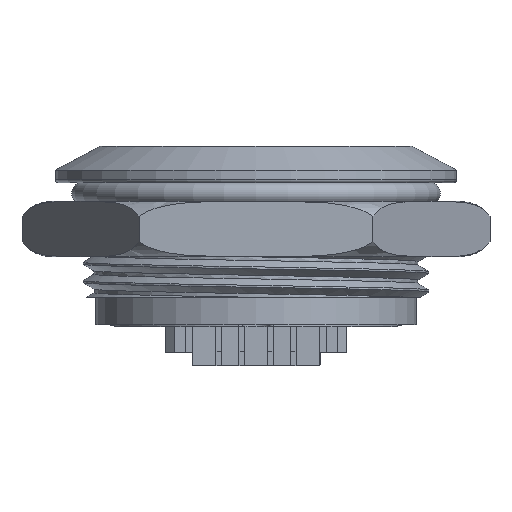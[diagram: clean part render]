
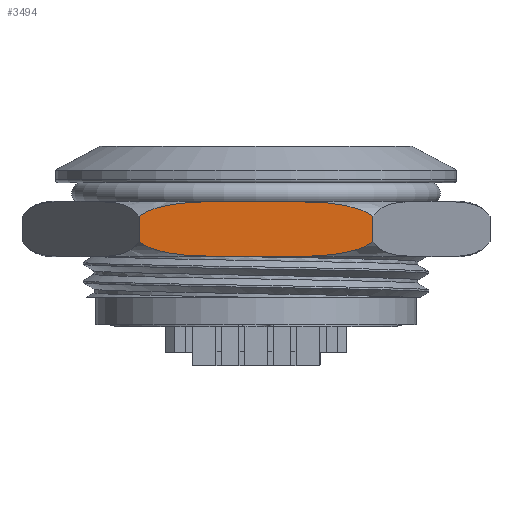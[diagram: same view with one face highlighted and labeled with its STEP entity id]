
A CAD part, front view. The second image highlights one B-rep face of the part: STEP entity #3494.
In plain terms, the highlighted planar face has unit normal (0, -1, 0).
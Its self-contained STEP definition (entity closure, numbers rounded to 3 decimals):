
#1187=LINE('',#23222,#2268);
#1197=LINE('',#23327,#2278);
#1199=LINE('',#23346,#2280);
#1200=LINE('',#23367,#2281);
#2268=VECTOR('',#13036,1.);
#2278=VECTOR('',#13062,1.);
#2280=VECTOR('',#13066,1.);
#2281=VECTOR('',#13067,1.);
#2772=PLANE('',#10644);
#3494=ADVANCED_FACE('',(#4020),#2772,.T.);
#4020=FACE_OUTER_BOUND('',#4660,.T.);
#4660=EDGE_LOOP('',(#7446,#7447,#7448,#7449,#7450,#7451,#7452,#7453));
#4798=B_SPLINE_CURVE_WITH_KNOTS('',3,(#23338,#23339,#23340,#23341,#23342,
#23343),.UNSPECIFIED.,.F.,.F.,(4,2,4),(0.,0.5,1.),.UNSPECIFIED.);
#4799=B_SPLINE_CURVE_WITH_KNOTS('',3,(#23348,#23349,#23350,#23351,#23352,
#23353),.UNSPECIFIED.,.F.,.F.,(4,2,4),(0.,0.5,1.),.UNSPECIFIED.);
#4800=B_SPLINE_CURVE_WITH_KNOTS('',3,(#23354,#23355,#23356,#23357,#23358,
#23359),.UNSPECIFIED.,.F.,.F.,(4,2,4),(0.,0.5,1.),.UNSPECIFIED.);
#4801=B_SPLINE_CURVE_WITH_KNOTS('',3,(#23360,#23361,#23362,#23363,#23364,
#23365),.UNSPECIFIED.,.F.,.F.,(4,2,4),(0.,0.5,1.),.UNSPECIFIED.);
#7446=ORIENTED_EDGE('',*,*,#9796,.F.);
#7447=ORIENTED_EDGE('',*,*,#9797,.F.);
#7448=ORIENTED_EDGE('',*,*,#9798,.F.);
#7449=ORIENTED_EDGE('',*,*,#9793,.F.);
#7450=ORIENTED_EDGE('',*,*,#9799,.F.);
#7451=ORIENTED_EDGE('',*,*,#9767,.T.);
#7452=ORIENTED_EDGE('',*,*,#9800,.F.);
#7453=ORIENTED_EDGE('',*,*,#9801,.T.);
#8428=VERTEX_POINT('',#23221);
#8429=VERTEX_POINT('',#23223);
#8449=VERTEX_POINT('',#23326);
#8450=VERTEX_POINT('',#23328);
#8452=VERTEX_POINT('',#23344);
#8453=VERTEX_POINT('',#23345);
#8454=VERTEX_POINT('',#23347);
#8455=VERTEX_POINT('',#23366);
#9767=EDGE_CURVE('',#8429,#8428,#1187,.T.);
#9793=EDGE_CURVE('',#8449,#8450,#1197,.T.);
#9796=EDGE_CURVE('',#8452,#8453,#4798,.T.);
#9797=EDGE_CURVE('',#8454,#8452,#1199,.T.);
#9798=EDGE_CURVE('',#8450,#8454,#4799,.T.);
#9799=EDGE_CURVE('',#8429,#8449,#4800,.T.);
#9800=EDGE_CURVE('',#8455,#8428,#4801,.T.);
#9801=EDGE_CURVE('',#8455,#8453,#1200,.T.);
#10644=AXIS2_PLACEMENT_3D('',#23368,#13068,#13069);
#13036=DIRECTION('',(1.,0.,0.));
#13062=DIRECTION('',(0.,0.,1.));
#13066=DIRECTION('',(1.,0.,0.));
#13067=DIRECTION('',(0.,0.,1.));
#13068=DIRECTION('',(0.,-1.,0.));
#13069=DIRECTION('',(1.,0.,0.));
#23221=CARTESIAN_POINT('',(1.499,-11.,5.3));
#23222=CARTESIAN_POINT('',(-6.351,-11.,5.3));
#23223=CARTESIAN_POINT('',(-1.499,-11.,5.3));
#23326=CARTESIAN_POINT('',(-6.351,-11.,6.1));
#23327=CARTESIAN_POINT('',(-6.351,-11.,5.3));
#23328=CARTESIAN_POINT('',(-6.351,-11.,7.5));
#23338=CARTESIAN_POINT('',(1.499,-11.,8.3));
#23339=CARTESIAN_POINT('',(2.329,-11.,8.3));
#23340=CARTESIAN_POINT('',(3.159,-11.,8.297));
#23341=CARTESIAN_POINT('',(4.815,-11.,8.12));
#23342=CARTESIAN_POINT('',(5.658,-11.,7.962));
#23343=CARTESIAN_POINT('',(6.351,-11.,7.5));
#23344=CARTESIAN_POINT('',(1.499,-11.,8.3));
#23345=CARTESIAN_POINT('',(6.351,-11.,7.5));
#23346=CARTESIAN_POINT('',(-6.351,-11.,8.3));
#23347=CARTESIAN_POINT('',(-1.499,-11.,8.3));
#23348=CARTESIAN_POINT('',(-6.351,-11.,7.5));
#23349=CARTESIAN_POINT('',(-5.657,-11.,7.963));
#23350=CARTESIAN_POINT('',(-4.811,-11.,8.12));
#23351=CARTESIAN_POINT('',(-3.164,-11.,8.296));
#23352=CARTESIAN_POINT('',(-2.33,-11.,8.3));
#23353=CARTESIAN_POINT('',(-1.499,-11.,8.3));
#23354=CARTESIAN_POINT('',(-1.499,-11.,5.3));
#23355=CARTESIAN_POINT('',(-2.329,-11.,5.3));
#23356=CARTESIAN_POINT('',(-3.159,-11.,5.303));
#23357=CARTESIAN_POINT('',(-4.815,-11.,5.48));
#23358=CARTESIAN_POINT('',(-5.658,-11.,5.638));
#23359=CARTESIAN_POINT('',(-6.351,-11.,6.1));
#23360=CARTESIAN_POINT('',(6.351,-11.,6.1));
#23361=CARTESIAN_POINT('',(5.657,-11.,5.637));
#23362=CARTESIAN_POINT('',(4.811,-11.,5.48));
#23363=CARTESIAN_POINT('',(3.164,-11.,5.304));
#23364=CARTESIAN_POINT('',(2.33,-11.,5.3));
#23365=CARTESIAN_POINT('',(1.499,-11.,5.3));
#23366=CARTESIAN_POINT('',(6.351,-11.,6.1));
#23367=CARTESIAN_POINT('',(6.351,-11.,5.3));
#23368=CARTESIAN_POINT('',(-6.351,-11.,5.3));
